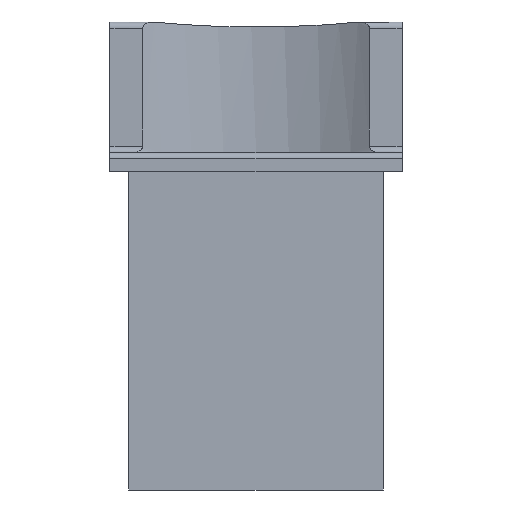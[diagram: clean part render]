
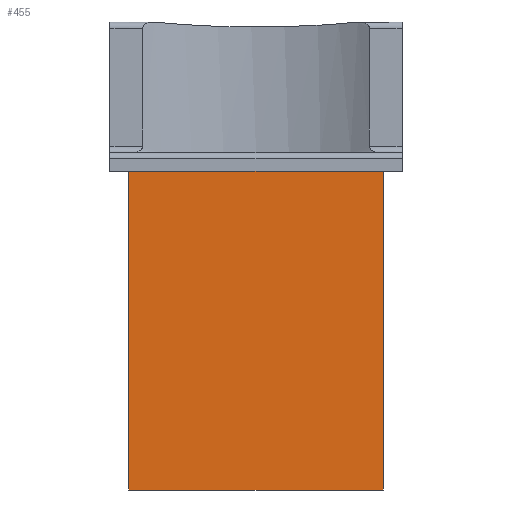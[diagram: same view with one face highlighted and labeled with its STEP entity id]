
A CAD part, front view. The second image highlights one B-rep face of the part: STEP entity #455.
In plain terms, the highlighted planar face has unit normal (0, -1, 0).
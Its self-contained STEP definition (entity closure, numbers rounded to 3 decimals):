
#455=ADVANCED_FACE('',(#1235),#1236,.T.);
#623=VERTEX_POINT('',#1435);
#625=VERTEX_POINT('',#1437);
#627=EDGE_CURVE('',#623,#625,#1439,.T.);
#897=VERTEX_POINT('',#1709);
#901=VERTEX_POINT('',#1713);
#903=EDGE_CURVE('',#901,#897,#1715,.T.);
#907=EDGE_CURVE('',#897,#625,#1719,.T.);
#909=EDGE_CURVE('',#623,#901,#1721,.T.);
#1235=FACE_OUTER_BOUND('',#2037,.T.);
#1236=PLANE('',#2038);
#1435=CARTESIAN_POINT('',(1.5,3.4,25.3));
#1437=CARTESIAN_POINT('',(21.7,3.4,25.3));
#1439=LINE('',#2326,#2327);
#1709=CARTESIAN_POINT('',(21.7,3.4,0.0));
#1713=CARTESIAN_POINT('',(1.5,3.4,0.0));
#1715=LINE('',#2843,#2844);
#1719=LINE('',#2851,#2852);
#1721=LINE('',#2855,#2856);
#2037=EDGE_LOOP('',(#3488,#3489,#3490,#3491));
#2038=AXIS2_PLACEMENT_3D('',#3492,#3493,#3494);
#2326=CARTESIAN_POINT('',(0.75,3.4,25.3));
#2327=VECTOR('',#3846,1.0);
#2843=CARTESIAN_POINT('',(1.5,3.4,0.0));
#2844=VECTOR('',#3949,1.0);
#2851=CARTESIAN_POINT('',(21.7,3.4,25.3));
#2852=VECTOR('',#3951,1.0);
#2855=CARTESIAN_POINT('',(1.5,3.4,25.3));
#2856=VECTOR('',#3952,1.0);
#3488=ORIENTED_EDGE('',*,*,#907,.T.);
#3489=ORIENTED_EDGE('',*,*,#627,.F.);
#3490=ORIENTED_EDGE('',*,*,#909,.T.);
#3491=ORIENTED_EDGE('',*,*,#903,.T.);
#3492=CARTESIAN_POINT('',(1.5,3.4,0.0));
#3493=DIRECTION('',(0.0,-1.0,0.0));
#3494=DIRECTION('',(0.0,0.0,1.0));
#3846=DIRECTION('',(1.0,0.0,0.0));
#3949=DIRECTION('',(1.0,0.0,0.0));
#3951=DIRECTION('',(0.0,0.0,1.0));
#3952=DIRECTION('',(0.0,0.0,-1.0));
